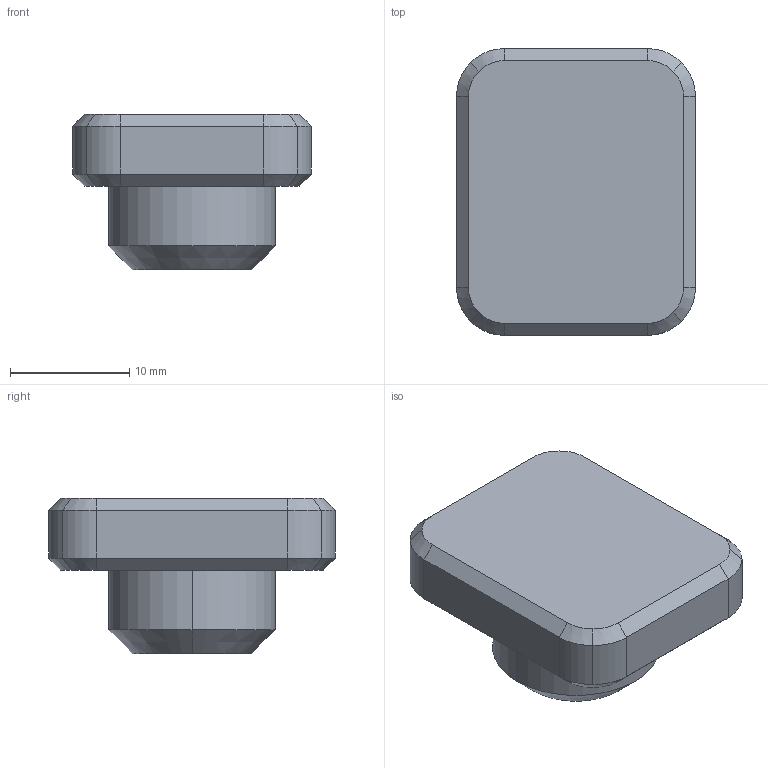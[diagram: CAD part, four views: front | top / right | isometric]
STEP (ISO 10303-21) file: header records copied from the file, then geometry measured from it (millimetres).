
FILE_DESCRIPTION (( 'STEP AP203' ), '1' );
FILE_NAME ('Block.STEP', '2024-12-15T12:12:23', ( '' ), ( '' ), 'SwSTEP 2.0', 'SolidWorks 2023', '' );
FILE_SCHEMA (( 'CONFIG_CONTROL_DESIGN' ));
Length unit declared in the file: millimetre
Products named in the file (1): Block
Bounding box: 20 x 24 x 13 mm (x, y, z)
Volume: 3715.4 mm3; surface area: 1572.7 mm2
Topology: 1 solids, 1 shells, 43 faces, 94 edges, 54 vertices
Faces by surface type: cone 18, plane 15, cylinder 10
Entity records: 1235 total; most frequent: DIRECTION 220, CARTESIAN_POINT 192, ORIENTED_EDGE 188, EDGE_CURVE 94, AXIS2_PLACEMENT_3D 82, LINE 56, VECTOR 56, VERTEX_POINT 54
